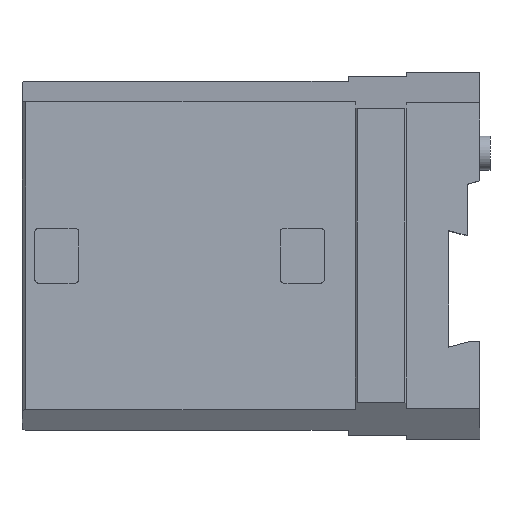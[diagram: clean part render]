
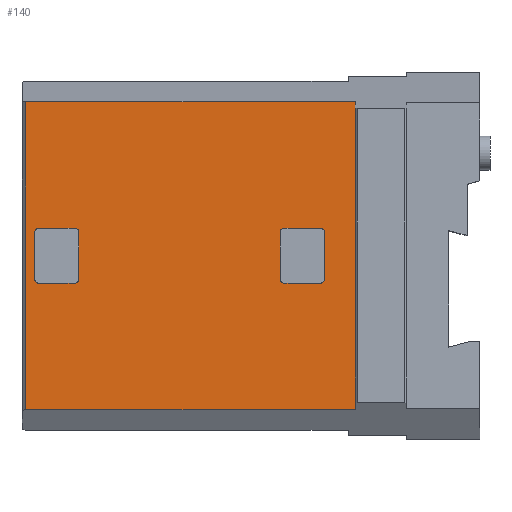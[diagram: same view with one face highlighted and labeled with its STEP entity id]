
A CAD part, top view. The second image highlights one B-rep face of the part: STEP entity #140.
In plain terms, the highlighted planar face has unit normal (0, 0, 1).
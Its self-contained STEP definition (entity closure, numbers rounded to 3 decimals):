
#37=FACE_BOUND('',#293,.T.);
#38=FACE_BOUND('',#294,.T.);
#39=FACE_BOUND('',#295,.T.);
#72=PLANE('',#1510);
#140=ADVANCED_FACE('',(#37,#38,#39),#72,.F.);
#293=EDGE_LOOP('',(#862,#863,#864,#865,#866,#867,#868,#869));
#294=EDGE_LOOP('',(#870,#871,#872,#873,#874,#875,#876,#877));
#295=EDGE_LOOP('',(#878,#879,#880,#881));
#388=LINE('',#2078,#555);
#391=LINE('',#2086,#558);
#394=LINE('',#2094,#561);
#397=LINE('',#2102,#564);
#404=LINE('',#2127,#571);
#407=LINE('',#2135,#574);
#410=LINE('',#2143,#577);
#413=LINE('',#2151,#580);
#440=LINE('',#2204,#607);
#442=LINE('',#2208,#609);
#443=LINE('',#2210,#610);
#444=LINE('',#2212,#611);
#555=VECTOR('',#1672,1.);
#558=VECTOR('',#1681,1.);
#561=VECTOR('',#1690,1.);
#564=VECTOR('',#1699,1.);
#571=VECTOR('',#1722,1.);
#574=VECTOR('',#1731,1.);
#577=VECTOR('',#1740,1.);
#580=VECTOR('',#1749,1.);
#607=VECTOR('',#1790,1.);
#609=VECTOR('',#1794,1.);
#610=VECTOR('',#1795,1.);
#611=VECTOR('',#1796,1.);
#862=ORIENTED_EDGE('',*,*,#1260,.T.);
#863=ORIENTED_EDGE('',*,*,#1275,.T.);
#864=ORIENTED_EDGE('',*,*,#1273,.T.);
#865=ORIENTED_EDGE('',*,*,#1271,.T.);
#866=ORIENTED_EDGE('',*,*,#1269,.T.);
#867=ORIENTED_EDGE('',*,*,#1267,.T.);
#868=ORIENTED_EDGE('',*,*,#1265,.T.);
#869=ORIENTED_EDGE('',*,*,#1263,.T.);
#870=ORIENTED_EDGE('',*,*,#1284,.T.);
#871=ORIENTED_EDGE('',*,*,#1299,.T.);
#872=ORIENTED_EDGE('',*,*,#1297,.T.);
#873=ORIENTED_EDGE('',*,*,#1295,.T.);
#874=ORIENTED_EDGE('',*,*,#1293,.T.);
#875=ORIENTED_EDGE('',*,*,#1291,.T.);
#876=ORIENTED_EDGE('',*,*,#1289,.T.);
#877=ORIENTED_EDGE('',*,*,#1287,.T.);
#878=ORIENTED_EDGE('',*,*,#1326,.F.);
#879=ORIENTED_EDGE('',*,*,#1328,.T.);
#880=ORIENTED_EDGE('',*,*,#1329,.T.);
#881=ORIENTED_EDGE('',*,*,#1330,.T.);
#1115=VERTEX_POINT('',#2073);
#1116=VERTEX_POINT('',#2074);
#1117=VERTEX_POINT('',#2079);
#1118=VERTEX_POINT('',#2083);
#1119=VERTEX_POINT('',#2087);
#1120=VERTEX_POINT('',#2091);
#1121=VERTEX_POINT('',#2095);
#1122=VERTEX_POINT('',#2099);
#1131=VERTEX_POINT('',#2122);
#1132=VERTEX_POINT('',#2123);
#1133=VERTEX_POINT('',#2128);
#1134=VERTEX_POINT('',#2132);
#1135=VERTEX_POINT('',#2136);
#1136=VERTEX_POINT('',#2140);
#1137=VERTEX_POINT('',#2144);
#1138=VERTEX_POINT('',#2148);
#1157=VERTEX_POINT('',#2203);
#1158=VERTEX_POINT('',#2205);
#1159=VERTEX_POINT('',#2209);
#1160=VERTEX_POINT('',#2211);
#1260=EDGE_CURVE('',#1115,#1116,#1398,.T.);
#1263=EDGE_CURVE('',#1117,#1115,#388,.T.);
#1265=EDGE_CURVE('',#1118,#1117,#1399,.T.);
#1267=EDGE_CURVE('',#1119,#1118,#391,.T.);
#1269=EDGE_CURVE('',#1120,#1119,#1400,.T.);
#1271=EDGE_CURVE('',#1121,#1120,#394,.T.);
#1273=EDGE_CURVE('',#1122,#1121,#1401,.T.);
#1275=EDGE_CURVE('',#1116,#1122,#397,.T.);
#1284=EDGE_CURVE('',#1131,#1132,#1406,.T.);
#1287=EDGE_CURVE('',#1133,#1131,#404,.T.);
#1289=EDGE_CURVE('',#1134,#1133,#1407,.T.);
#1291=EDGE_CURVE('',#1135,#1134,#407,.T.);
#1293=EDGE_CURVE('',#1136,#1135,#1408,.T.);
#1295=EDGE_CURVE('',#1137,#1136,#410,.T.);
#1297=EDGE_CURVE('',#1138,#1137,#1409,.T.);
#1299=EDGE_CURVE('',#1132,#1138,#413,.T.);
#1326=EDGE_CURVE('',#1157,#1158,#440,.T.);
#1328=EDGE_CURVE('',#1157,#1159,#442,.T.);
#1329=EDGE_CURVE('',#1159,#1160,#443,.T.);
#1330=EDGE_CURVE('',#1160,#1158,#444,.T.);
#1398=CIRCLE('',#1474,1.);
#1399=CIRCLE('',#1477,1.);
#1400=CIRCLE('',#1480,1.);
#1401=CIRCLE('',#1483,1.);
#1406=CIRCLE('',#1491,1.);
#1407=CIRCLE('',#1494,1.);
#1408=CIRCLE('',#1497,1.);
#1409=CIRCLE('',#1500,1.);
#1474=AXIS2_PLACEMENT_3D('',#2072,#1666,#1667);
#1477=AXIS2_PLACEMENT_3D('',#2082,#1676,#1677);
#1480=AXIS2_PLACEMENT_3D('',#2090,#1685,#1686);
#1483=AXIS2_PLACEMENT_3D('',#2098,#1694,#1695);
#1491=AXIS2_PLACEMENT_3D('',#2121,#1716,#1717);
#1494=AXIS2_PLACEMENT_3D('',#2131,#1726,#1727);
#1497=AXIS2_PLACEMENT_3D('',#2139,#1735,#1736);
#1500=AXIS2_PLACEMENT_3D('',#2147,#1744,#1745);
#1510=AXIS2_PLACEMENT_3D('',#2213,#1797,#1798);
#1666=DIRECTION('',(0.,0.,-1.));
#1667=DIRECTION('',(1.,0.,0.));
#1672=DIRECTION('',(0.,1.,0.));
#1676=DIRECTION('',(0.,0.,-1.));
#1677=DIRECTION('',(1.,0.,0.));
#1681=DIRECTION('',(-1.,0.,0.));
#1685=DIRECTION('',(0.,0.,-1.));
#1686=DIRECTION('',(1.,0.,0.));
#1690=DIRECTION('',(0.,-1.,0.));
#1694=DIRECTION('',(0.,0.,-1.));
#1695=DIRECTION('',(-1.,0.,0.));
#1699=DIRECTION('',(1.,0.,0.));
#1716=DIRECTION('',(0.,0.,-1.));
#1717=DIRECTION('',(1.,0.,0.));
#1722=DIRECTION('',(0.,1.,0.));
#1726=DIRECTION('',(0.,0.,-1.));
#1727=DIRECTION('',(1.,0.,0.));
#1731=DIRECTION('',(-1.,0.,0.));
#1735=DIRECTION('',(0.,0.,-1.));
#1736=DIRECTION('',(1.,0.,0.));
#1740=DIRECTION('',(0.,-1.,0.));
#1744=DIRECTION('',(0.,0.,-1.));
#1745=DIRECTION('',(-1.,0.,0.));
#1749=DIRECTION('',(1.,0.,0.));
#1790=DIRECTION('',(0.,1.,0.));
#1794=DIRECTION('',(1.,0.,0.));
#1795=DIRECTION('',(0.,1.,0.));
#1796=DIRECTION('',(-1.,0.,0.));
#1797=DIRECTION('',(0.,0.,-1.));
#1798=DIRECTION('',(1.,0.,0.));
#2072=CARTESIAN_POINT('',(-86.5,6.5,0.));
#2073=CARTESIAN_POINT('',(-87.5,6.5,0.));
#2074=CARTESIAN_POINT('',(-86.5,7.5,0.));
#2078=CARTESIAN_POINT('',(-87.5,6.5,0.));
#2079=CARTESIAN_POINT('',(-87.5,-6.5,0.));
#2082=CARTESIAN_POINT('',(-86.5,-6.5,0.));
#2083=CARTESIAN_POINT('',(-86.5,-7.5,0.));
#2086=CARTESIAN_POINT('',(-86.5,-7.5,0.));
#2087=CARTESIAN_POINT('',(-76.5,-7.5,0.));
#2090=CARTESIAN_POINT('',(-76.5,-6.5,0.));
#2091=CARTESIAN_POINT('',(-75.5,-6.5,0.));
#2094=CARTESIAN_POINT('',(-75.5,-6.5,0.));
#2095=CARTESIAN_POINT('',(-75.5,6.5,0.));
#2098=CARTESIAN_POINT('',(-76.5,6.5,0.));
#2099=CARTESIAN_POINT('',(-76.5,7.5,0.));
#2102=CARTESIAN_POINT('',(-76.5,7.5,0.));
#2121=CARTESIAN_POINT('',(-19.5,6.5,0.));
#2122=CARTESIAN_POINT('',(-20.5,6.5,0.));
#2123=CARTESIAN_POINT('',(-19.5,7.5,0.));
#2127=CARTESIAN_POINT('',(-20.5,6.5,0.));
#2128=CARTESIAN_POINT('',(-20.5,-6.5,0.));
#2131=CARTESIAN_POINT('',(-19.5,-6.5,0.));
#2132=CARTESIAN_POINT('',(-19.5,-7.5,0.));
#2135=CARTESIAN_POINT('',(-19.5,-7.5,0.));
#2136=CARTESIAN_POINT('',(-9.5,-7.5,0.));
#2139=CARTESIAN_POINT('',(-9.5,-6.5,0.));
#2140=CARTESIAN_POINT('',(-8.5,-6.5,0.));
#2143=CARTESIAN_POINT('',(-8.5,-6.5,0.));
#2144=CARTESIAN_POINT('',(-8.5,6.5,0.));
#2147=CARTESIAN_POINT('',(-9.5,6.5,0.));
#2148=CARTESIAN_POINT('',(-9.5,7.5,0.));
#2151=CARTESIAN_POINT('',(-9.5,7.5,0.));
#2203=CARTESIAN_POINT('',(-90.,-41.996,0.));
#2204=CARTESIAN_POINT('',(-90.,-49.,0.));
#2205=CARTESIAN_POINT('',(-90.,41.996,0.));
#2208=CARTESIAN_POINT('',(0.,-41.996,0.));
#2209=CARTESIAN_POINT('',(0.,-41.996,0.));
#2210=CARTESIAN_POINT('',(0.,-49.,0.));
#2211=CARTESIAN_POINT('',(0.,41.996,0.));
#2212=CARTESIAN_POINT('',(0.,41.996,0.));
#2213=CARTESIAN_POINT('',(0.,-49.,0.));
